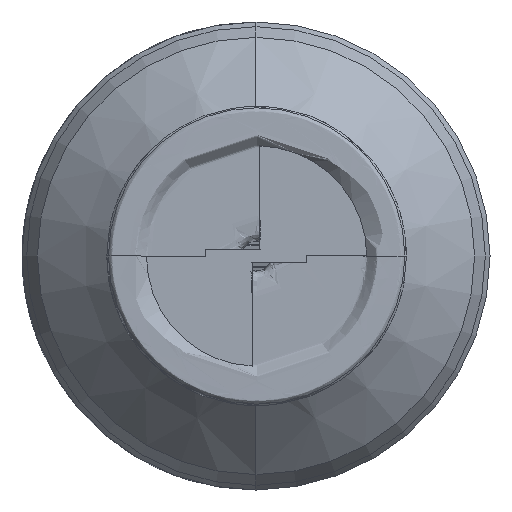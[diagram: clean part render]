
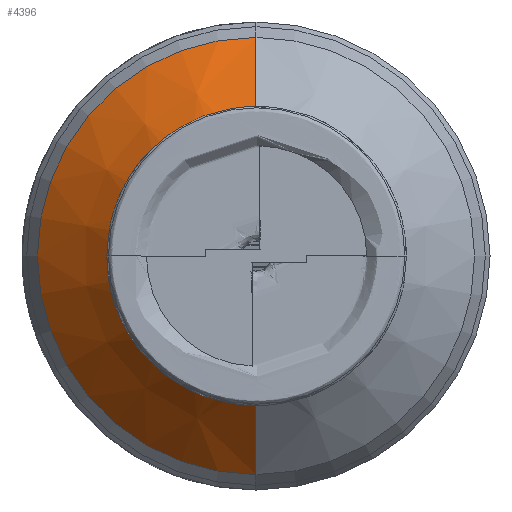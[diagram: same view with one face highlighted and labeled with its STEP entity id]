
A CAD part, left-side view. The second image highlights one B-rep face of the part: STEP entity #4396.
In plain terms, the highlighted conical face has half-angle 45 degrees and reference radius 11.675 mm.
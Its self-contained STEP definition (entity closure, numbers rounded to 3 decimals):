
#164 = EDGE_LOOP ( 'NONE', ( #2373, #4701, #3438, #2076 ) ) ;
#213 = EDGE_CURVE ( 'NONE', #2007, #943, #1177, .T. ) ;
#283 = CARTESIAN_POINT ( 'NONE',  ( 31.95, 0., 0. ) ) ;
#407 = DIRECTION ( 'NONE',  ( 0.707, 0., 0.707 ) ) ;
#657 = DIRECTION ( 'NONE',  ( 0., 0., 1. ) ) ;
#943 = VERTEX_POINT ( 'NONE', #3486 ) ;
#986 = CARTESIAN_POINT ( 'NONE',  ( 31.95, 0., -11.675 ) ) ;
#1177 = LINE ( 'NONE', #2624, #3236 ) ;
#1261 = CARTESIAN_POINT ( 'NONE',  ( 31.95, 0., -11.675 ) ) ;
#1478 = EDGE_CURVE ( 'NONE', #2324, #2836, #3880, .T. ) ;
#1590 = CARTESIAN_POINT ( 'NONE',  ( 27.025, 0., 6.75 ) ) ;
#1592 = AXIS2_PLACEMENT_3D ( 'NONE', #3529, #3906, #4269 ) ;
#1755 = AXIS2_PLACEMENT_3D ( 'NONE', #283, #2869, #657 ) ;
#1812 = DIRECTION ( 'NONE',  ( -1., 0., 0. ) ) ;
#1912 = VECTOR ( 'NONE', #3186, 1000. ) ;
#2007 = VERTEX_POINT ( 'NONE', #1590 ) ;
#2076 = ORIENTED_EDGE ( 'NONE', *, *, #1478, .F. ) ;
#2324 = VERTEX_POINT ( 'NONE', #2588 ) ;
#2373 = ORIENTED_EDGE ( 'NONE', *, *, #4625, .F. ) ;
#2588 = CARTESIAN_POINT ( 'NONE',  ( 27.025, 0., -6.75 ) ) ;
#2624 = CARTESIAN_POINT ( 'NONE',  ( 31.95, 0., 11.675 ) ) ;
#2711 = CONICAL_SURFACE ( 'NONE', #1592, 11.675, 0.785 ) ;
#2836 = VERTEX_POINT ( 'NONE', #1261 ) ;
#2869 = DIRECTION ( 'NONE',  ( -1., 0., 0. ) ) ;
#3058 = AXIS2_PLACEMENT_3D ( 'NONE', #4022, #1812, #4400 ) ;
#3186 = DIRECTION ( 'NONE',  ( 0.707, 0., -0.707 ) ) ;
#3236 = VECTOR ( 'NONE', #407, 1000. ) ;
#3438 = ORIENTED_EDGE ( 'NONE', *, *, #3921, .T. ) ;
#3486 = CARTESIAN_POINT ( 'NONE',  ( 31.95, 0., 11.675 ) ) ;
#3529 = CARTESIAN_POINT ( 'NONE',  ( 31.95, 0., 0. ) ) ;
#3880 = LINE ( 'NONE', #986, #1912 ) ;
#3906 = DIRECTION ( 'NONE',  ( 1., 0., 0. ) ) ;
#3921 = EDGE_CURVE ( 'NONE', #943, #2836, #4792, .T. ) ;
#4022 = CARTESIAN_POINT ( 'NONE',  ( 27.025, 0., 0. ) ) ;
#4269 = DIRECTION ( 'NONE',  ( 0., 0., -1. ) ) ;
#4396 = ADVANCED_FACE ( 'NONE', ( #4785 ), #2711, .T. ) ;
#4400 = DIRECTION ( 'NONE',  ( 0., 0., 1. ) ) ;
#4435 = CIRCLE ( 'NONE', #3058, 6.75 ) ;
#4625 = EDGE_CURVE ( 'NONE', #2007, #2324, #4435, .T. ) ;
#4701 = ORIENTED_EDGE ( 'NONE', *, *, #213, .T. ) ;
#4785 = FACE_OUTER_BOUND ( 'NONE', #164, .T. ) ;
#4792 = CIRCLE ( 'NONE', #1755, 11.675 ) ;
